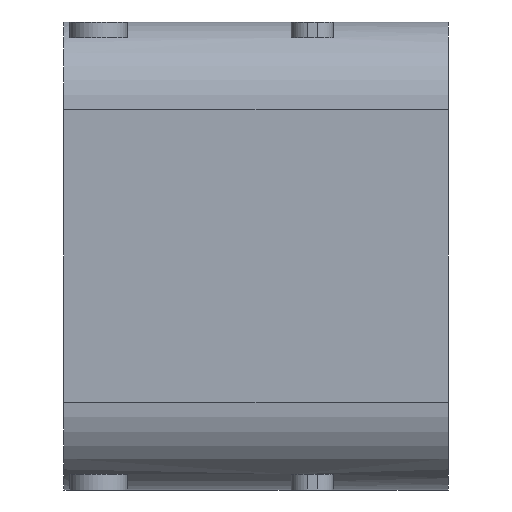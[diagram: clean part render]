
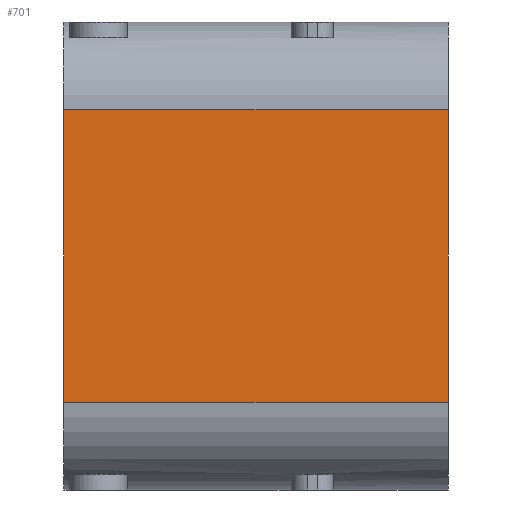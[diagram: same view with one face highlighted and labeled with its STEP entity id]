
A CAD part, front view. The second image highlights one B-rep face of the part: STEP entity #701.
In plain terms, the highlighted planar face has unit normal (0, -1, 0).
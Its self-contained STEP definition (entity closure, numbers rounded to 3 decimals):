
#69=FACE_OUTER_BOUND('',#113,.T.);
#113=EDGE_LOOP('',(#610,#611,#612,#613));
#206=LINE('',#1180,#270);
#211=LINE('',#1193,#275);
#212=LINE('',#1196,#276);
#213=LINE('',#1197,#277);
#270=VECTOR('',#976,10.);
#275=VECTOR('',#989,10.);
#276=VECTOR('',#992,10.);
#277=VECTOR('',#993,10.);
#335=VERTEX_POINT('',#1177);
#336=VERTEX_POINT('',#1179);
#340=VERTEX_POINT('',#1191);
#341=VERTEX_POINT('',#1195);
#427=EDGE_CURVE('',#335,#336,#206,.T.);
#434=EDGE_CURVE('',#340,#336,#211,.T.);
#435=EDGE_CURVE('',#341,#340,#212,.T.);
#436=EDGE_CURVE('',#341,#335,#213,.T.);
#610=ORIENTED_EDGE('',*,*,#435,.T.);
#611=ORIENTED_EDGE('',*,*,#434,.T.);
#612=ORIENTED_EDGE('',*,*,#427,.F.);
#613=ORIENTED_EDGE('',*,*,#436,.F.);
#656=PLANE('',#786);
#701=ADVANCED_FACE('',(#69),#656,.T.);
#786=AXIS2_PLACEMENT_3D('',#1194,#990,#991);
#976=DIRECTION('',(0.,0.,-1.));
#989=DIRECTION('',(1.,0.,0.));
#990=DIRECTION('center_axis',(0.,-1.,0.));
#991=DIRECTION('ref_axis',(0.,0.,-1.));
#992=DIRECTION('',(0.,0.,-1.));
#993=DIRECTION('',(1.,0.,0.));
#1177=CARTESIAN_POINT('',(7.35,-1.68,2.79));
#1179=CARTESIAN_POINT('',(7.35,-1.68,-2.79));
#1180=CARTESIAN_POINT('',(7.35,-1.68,2.79));
#1191=CARTESIAN_POINT('',(0.,-1.68,-2.79));
#1193=CARTESIAN_POINT('',(0.,-1.68,-2.79));
#1194=CARTESIAN_POINT('Origin',(0.,-1.68,2.79));
#1195=CARTESIAN_POINT('',(0.,-1.68,2.79));
#1196=CARTESIAN_POINT('',(0.,-1.68,2.79));
#1197=CARTESIAN_POINT('',(0.,-1.68,2.79));
